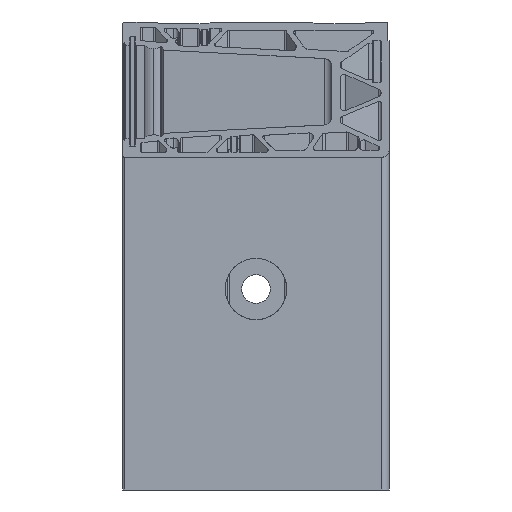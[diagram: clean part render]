
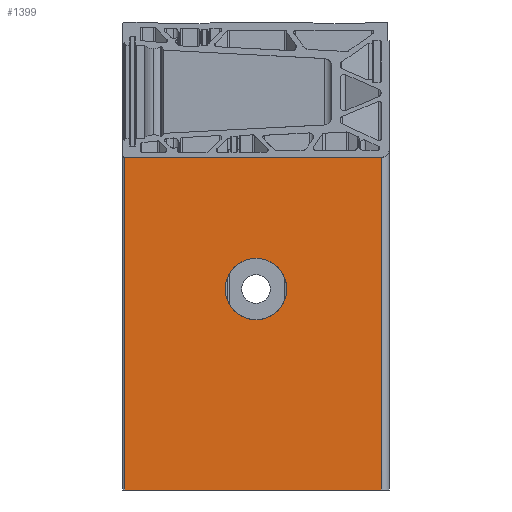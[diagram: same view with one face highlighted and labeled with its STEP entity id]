
A CAD part, left-side view. The second image highlights one B-rep face of the part: STEP entity #1399.
In plain terms, the highlighted planar face has unit normal (-1, 0, 0).
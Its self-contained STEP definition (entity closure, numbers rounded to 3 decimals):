
#346 = DIRECTION ( 'NONE',  ( 0., 1., 0. ) ) ;
#608 = AXIS2_PLACEMENT_3D ( 'NONE', #15130, #15224, #3578 ) ;
#919 = CARTESIAN_POINT ( 'NONE',  ( 162.2, 4., 36.4 ) ) ;
#1061 = LINE ( 'NONE', #6968, #8578 ) ;
#1399 = ADVANCED_FACE ( 'NONE', ( #10854, #10672 ), #16419, .T. ) ;
#1704 = ORIENTED_EDGE ( 'NONE', *, *, #9503, .F. ) ;
#1891 = CIRCLE ( 'NONE', #9191, 15. ) ;
#1958 = DIRECTION ( 'NONE',  ( 0., 0., -1. ) ) ;
#2059 = VERTEX_POINT ( 'NONE', #9826 ) ;
#2121 = CARTESIAN_POINT ( 'NONE',  ( 162.2, 4., 36.4 ) ) ;
#2240 = CARTESIAN_POINT ( 'NONE',  ( 162.2, 4., -33. ) ) ;
#2292 = VECTOR ( 'NONE', #346, 1000. ) ;
#2769 = DIRECTION ( 'NONE',  ( 0., 0., -1. ) ) ;
#3578 = DIRECTION ( 'NONE',  ( 0., 0., 1. ) ) ;
#4012 = DIRECTION ( 'NONE',  ( 0., 0., 1. ) ) ;
#4109 = EDGE_CURVE ( 'NONE', #17599, #4488, #10425, .T. ) ;
#4488 = VERTEX_POINT ( 'NONE', #10495 ) ;
#4814 = ORIENTED_EDGE ( 'NONE', *, *, #14337, .F. ) ;
#5494 = VERTEX_POINT ( 'NONE', #17771 ) ;
#5858 = ORIENTED_EDGE ( 'NONE', *, *, #4109, .F. ) ;
#6968 = CARTESIAN_POINT ( 'NONE',  ( 162.2, 129., 36.4 ) ) ;
#7136 = CARTESIAN_POINT ( 'NONE',  ( 162.2, 65., -82.2 ) ) ;
#7150 = ORIENTED_EDGE ( 'NONE', *, *, #14338, .T. ) ;
#7370 = CARTESIAN_POINT ( 'NONE',  ( 162.2, 129., -33. ) ) ;
#8044 = LINE ( 'NONE', #2240, #12632 ) ;
#8506 = CIRCLE ( 'NONE', #608, 15. ) ;
#8578 = VECTOR ( 'NONE', #2769, 1000. ) ;
#8707 = ORIENTED_EDGE ( 'NONE', *, *, #17903, .F. ) ;
#8820 = CARTESIAN_POINT ( 'NONE',  ( 162.2, 4., -195.2 ) ) ;
#9191 = AXIS2_PLACEMENT_3D ( 'NONE', #13963, #9999, #4012 ) ;
#9230 = EDGE_LOOP ( 'NONE', ( #8707, #7150, #5858, #17394 ) ) ;
#9498 = EDGE_CURVE ( 'NONE', #5494, #17599, #12115, .T. ) ;
#9503 = EDGE_CURVE ( 'NONE', #2059, #11640, #8506, .T. ) ;
#9826 = CARTESIAN_POINT ( 'NONE',  ( 162.2, 65., -112.2 ) ) ;
#9999 = DIRECTION ( 'NONE',  ( -1., 0., 0. ) ) ;
#10317 = VECTOR ( 'NONE', #1958, 1000. ) ;
#10425 = LINE ( 'NONE', #8820, #2292 ) ;
#10495 = CARTESIAN_POINT ( 'NONE',  ( 162.2, 129., -195.2 ) ) ;
#10672 = FACE_OUTER_BOUND ( 'NONE', #9230, .T. ) ;
#10759 = DIRECTION ( 'NONE',  ( -1., 0., 0. ) ) ;
#10854 = FACE_BOUND ( 'NONE', #12375, .T. ) ;
#10882 = DIRECTION ( 'NONE',  ( 0., -1., 0. ) ) ;
#11640 = VERTEX_POINT ( 'NONE', #7136 ) ;
#12115 = LINE ( 'NONE', #919, #10317 ) ;
#12375 = EDGE_LOOP ( 'NONE', ( #4814, #1704 ) ) ;
#12632 = VECTOR ( 'NONE', #10882, 1000. ) ;
#12669 = VERTEX_POINT ( 'NONE', #7370 ) ;
#13963 = CARTESIAN_POINT ( 'NONE',  ( 162.2, 65., -97.2 ) ) ;
#14337 = EDGE_CURVE ( 'NONE', #11640, #2059, #1891, .T. ) ;
#14338 = EDGE_CURVE ( 'NONE', #12669, #4488, #1061, .T. ) ;
#15066 = AXIS2_PLACEMENT_3D ( 'NONE', #2121, #10759, #16505 ) ;
#15130 = CARTESIAN_POINT ( 'NONE',  ( 162.2, 65., -97.2 ) ) ;
#15224 = DIRECTION ( 'NONE',  ( -1., 0., 0. ) ) ;
#16419 = PLANE ( 'NONE',  #15066 ) ;
#16505 = DIRECTION ( 'NONE',  ( 0., 0., 1. ) ) ;
#17115 = CARTESIAN_POINT ( 'NONE',  ( 162.2, 4., -195.2 ) ) ;
#17394 = ORIENTED_EDGE ( 'NONE', *, *, #9498, .F. ) ;
#17599 = VERTEX_POINT ( 'NONE', #17115 ) ;
#17771 = CARTESIAN_POINT ( 'NONE',  ( 162.2, 4., -33. ) ) ;
#17903 = EDGE_CURVE ( 'NONE', #12669, #5494, #8044, .T. ) ;
